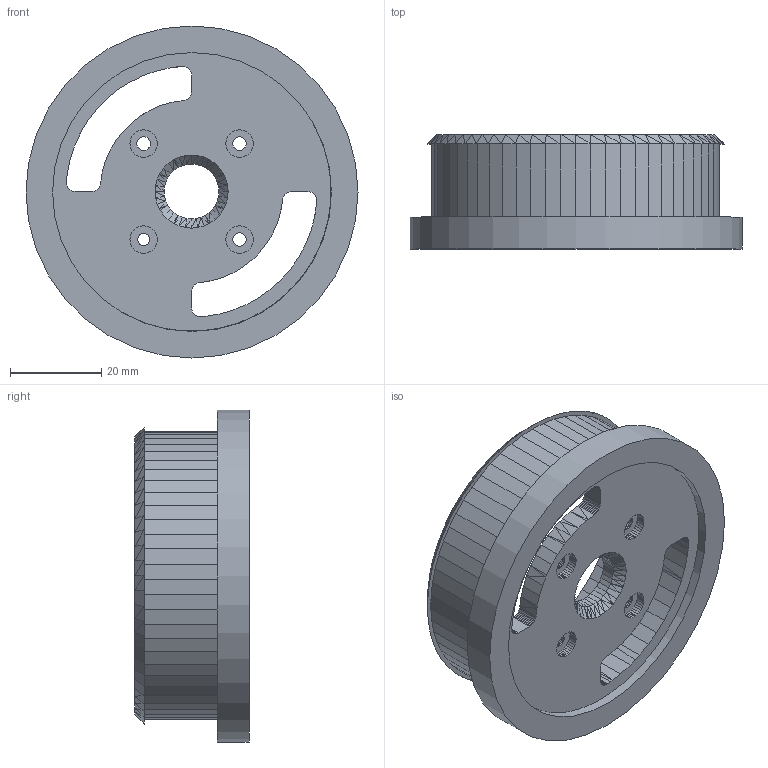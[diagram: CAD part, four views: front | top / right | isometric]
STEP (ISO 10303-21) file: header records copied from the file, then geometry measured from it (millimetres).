
FILE_DESCRIPTION(('FreeCAD Model'),'2;1');
FILE_NAME('Open CASCADE Shape Model','2025-02-27T19:37:41',('Author'),( ''),'Open CASCADE STEP processor 7.8','FreeCAD','Unknown');
FILE_SCHEMA(('AUTOMOTIVE_DESIGN { 1 0 10303 214 1 1 1 1 }'));
Length unit declared in the file: millimetre
Products named in the file (6): Unnamed; Body; Body001; BaseFeature; Pad; Sketch001
Assembly tree (5 placements, depth 2):
  Unnamed
    Body
    Body001
    BaseFeature
    Pad
    Sketch001
Bounding box: 72.68 x 25 x 72.68 mm (x, y, z)
Volume: 68229 mm3; surface area: 38692.4 mm2
Topology: 4 solids, 4 shells, 2378 faces, 5380 edges, 3020 vertices
Faces by surface type: plane 2374, cylinder 4
Full cylindrical faces by diameter (mm): 61.04 x2, 72.679 x2
Entity records: 62992 total; most frequent: CARTESIAN_POINT 10786, ORIENTED_EDGE 10756, DIRECTION 10158, EDGE_CURVE 5378, LINE 5370, VECTOR 5370, VERTEX_POINT 3018, FACE_BOUND 2420
